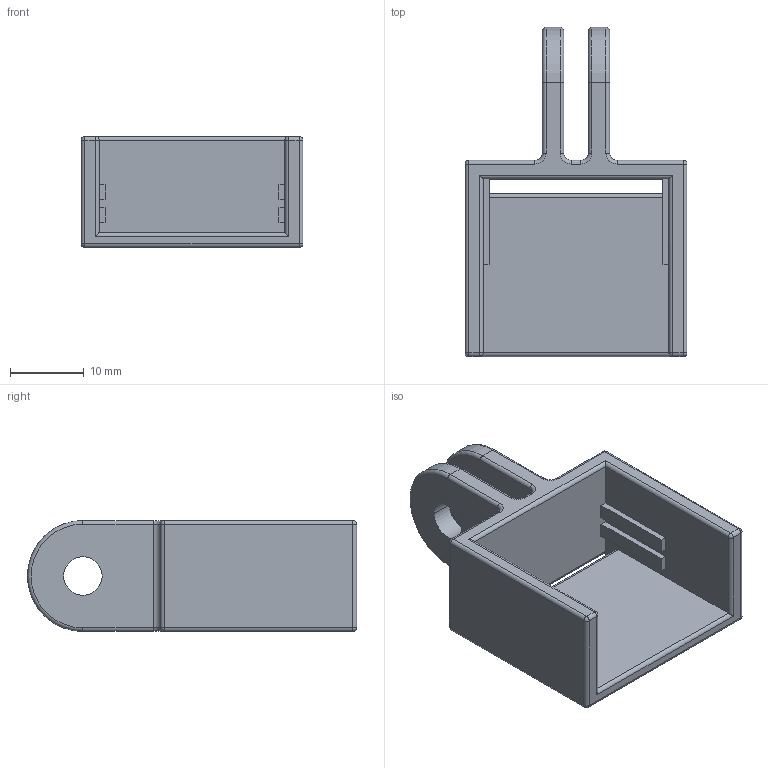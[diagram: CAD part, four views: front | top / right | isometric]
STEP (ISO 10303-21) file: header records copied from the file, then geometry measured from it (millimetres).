
FILE_DESCRIPTION (( 'STEP AP214' ), '1' );
FILE_NAME ('Camera Frame.STEP', '2019-06-14T13:11:53', ( '' ), ( '' ), 'SwSTEP 2.0', 'SolidWorks 2019', '' );
FILE_SCHEMA (( 'AUTOMOTIVE_DESIGN' ));
Length unit declared in the file: millimetre
Products named in the file (1): Camera Frame
Bounding box: 30 x 44.5 x 15 mm (x, y, z)
Volume: 5349.4 mm3; surface area: 4997.5 mm2
Topology: 1 solids, 1 shells, 101 faces, 252 edges, 142 vertices
Faces by surface type: cylinder 44, plane 33, torus 14, sphere 10
Entity records: 2936 total; most frequent: DIRECTION 540, CARTESIAN_POINT 498, ORIENTED_EDGE 484, EDGE_CURVE 242, AXIS2_PLACEMENT_3D 200, VERTEX_POINT 142, VECTOR 140, LINE 140
